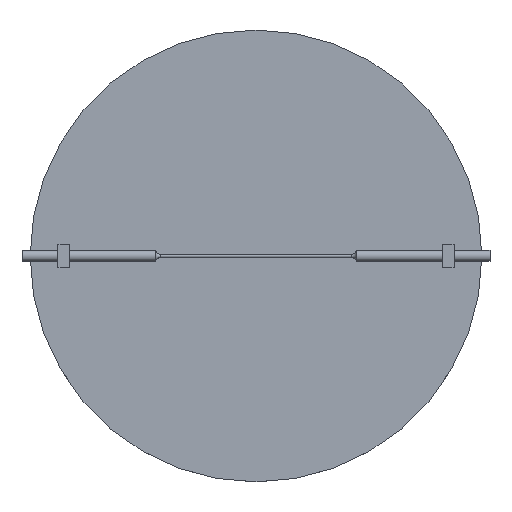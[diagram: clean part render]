
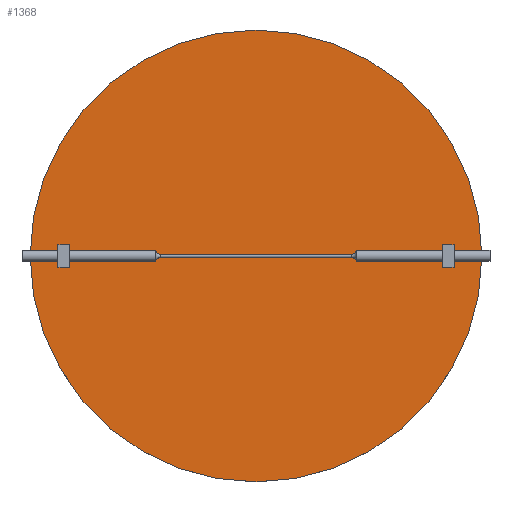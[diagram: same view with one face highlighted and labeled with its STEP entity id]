
A CAD part, top view. The second image highlights one B-rep face of the part: STEP entity #1368.
In plain terms, the highlighted planar face has unit normal (0, 0, 1).
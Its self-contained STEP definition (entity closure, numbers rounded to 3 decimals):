
#137=LINE('',#5676,#184);
#141=LINE('',#5684,#188);
#144=LINE('',#5690,#191);
#147=LINE('',#5695,#194);
#149=LINE('',#5701,#196);
#153=LINE('',#5709,#200);
#156=LINE('',#5715,#203);
#159=LINE('',#5720,#206);
#184=VECTOR('',#1745,10.);
#188=VECTOR('',#1751,10.);
#191=VECTOR('',#1756,10.);
#194=VECTOR('',#1761,10.);
#196=VECTOR('',#1767,10.);
#200=VECTOR('',#1773,10.);
#203=VECTOR('',#1778,10.);
#206=VECTOR('',#1783,10.);
#242=FACE_BOUND('',#365,.T.);
#243=FACE_BOUND('',#366,.T.);
#244=FACE_BOUND('',#367,.T.);
#273=FACE_OUTER_BOUND('',#364,.T.);
#364=EDGE_LOOP('',(#985));
#365=EDGE_LOOP('',(#986));
#366=EDGE_LOOP('',(#987,#988,#989,#990));
#367=EDGE_LOOP('',(#991,#992,#993,#994));
#443=CIRCLE('',#1498,0.883);
#451=CIRCLE('',#1521,357.786);
#563=VERTEX_POINT('',#5649);
#571=VERTEX_POINT('',#5674);
#572=VERTEX_POINT('',#5675);
#575=VERTEX_POINT('',#5683);
#577=VERTEX_POINT('',#5689);
#579=VERTEX_POINT('',#5699);
#580=VERTEX_POINT('',#5700);
#583=VERTEX_POINT('',#5708);
#585=VERTEX_POINT('',#5714);
#587=VERTEX_POINT('',#5724);
#692=EDGE_CURVE('',#563,#563,#443,.T.);
#703=EDGE_CURVE('',#571,#572,#137,.T.);
#707=EDGE_CURVE('',#575,#571,#141,.T.);
#710=EDGE_CURVE('',#572,#577,#144,.T.);
#713=EDGE_CURVE('',#577,#575,#147,.T.);
#715=EDGE_CURVE('',#579,#580,#149,.T.);
#719=EDGE_CURVE('',#583,#579,#153,.T.);
#722=EDGE_CURVE('',#580,#585,#156,.T.);
#725=EDGE_CURVE('',#585,#583,#159,.T.);
#727=EDGE_CURVE('',#587,#587,#451,.T.);
#985=ORIENTED_EDGE('',*,*,#727,.T.);
#986=ORIENTED_EDGE('',*,*,#692,.T.);
#987=ORIENTED_EDGE('',*,*,#707,.T.);
#988=ORIENTED_EDGE('',*,*,#703,.T.);
#989=ORIENTED_EDGE('',*,*,#710,.T.);
#990=ORIENTED_EDGE('',*,*,#713,.T.);
#991=ORIENTED_EDGE('',*,*,#719,.T.);
#992=ORIENTED_EDGE('',*,*,#715,.T.);
#993=ORIENTED_EDGE('',*,*,#722,.T.);
#994=ORIENTED_EDGE('',*,*,#725,.T.);
#1322=PLANE('',#1522);
#1368=ADVANCED_FACE('',(#273,#242,#243,#244),#1322,.T.);
#1498=AXIS2_PLACEMENT_3D('',#5651,#1716,#1717);
#1521=AXIS2_PLACEMENT_3D('',#5725,#1789,#1790);
#1522=AXIS2_PLACEMENT_3D('',#5727,#1792,#1793);
#1716=DIRECTION('center_axis',(0.,0.,-1.));
#1717=DIRECTION('ref_axis',(1.,0.,0.));
#1745=DIRECTION('',(-1.,0.,0.));
#1751=DIRECTION('',(0.,-1.,0.));
#1756=DIRECTION('',(0.,1.,0.));
#1761=DIRECTION('',(1.,0.,0.));
#1767=DIRECTION('',(1.,0.,0.));
#1773=DIRECTION('',(0.,1.,0.));
#1778=DIRECTION('',(0.,-1.,0.));
#1783=DIRECTION('',(-1.,0.,0.));
#1789=DIRECTION('center_axis',(0.,0.,1.));
#1790=DIRECTION('ref_axis',(1.,0.,0.));
#1792=DIRECTION('center_axis',(0.,0.,1.));
#1793=DIRECTION('ref_axis',(1.,0.,0.));
#5649=CARTESIAN_POINT('',(-0.883,0.,17.65));
#5651=CARTESIAN_POINT('Origin',(0.,0.,17.65));
#5674=CARTESIAN_POINT('',(-296.011,-17.65,17.65));
#5675=CARTESIAN_POINT('',(-313.661,-17.65,17.65));
#5676=CARTESIAN_POINT('',(-156.831,-17.65,17.65));
#5683=CARTESIAN_POINT('',(-296.011,17.65,17.65));
#5684=CARTESIAN_POINT('',(-296.011,-8.825,17.65));
#5689=CARTESIAN_POINT('',(-313.661,17.65,17.65));
#5690=CARTESIAN_POINT('',(-313.661,8.825,17.65));
#5695=CARTESIAN_POINT('',(-148.006,17.65,17.65));
#5699=CARTESIAN_POINT('',(296.011,17.65,17.65));
#5700=CARTESIAN_POINT('',(313.661,17.65,17.65));
#5701=CARTESIAN_POINT('',(156.831,17.65,17.65));
#5708=CARTESIAN_POINT('',(296.011,-17.65,17.65));
#5709=CARTESIAN_POINT('',(296.011,8.825,17.65));
#5714=CARTESIAN_POINT('',(313.661,-17.65,17.65));
#5715=CARTESIAN_POINT('',(313.661,-8.825,17.65));
#5720=CARTESIAN_POINT('',(148.006,-17.65,17.65));
#5724=CARTESIAN_POINT('',(-357.786,0.,17.65));
#5725=CARTESIAN_POINT('Origin',(0.,0.,17.65));
#5727=CARTESIAN_POINT('Origin',(0.,0.,17.65));
